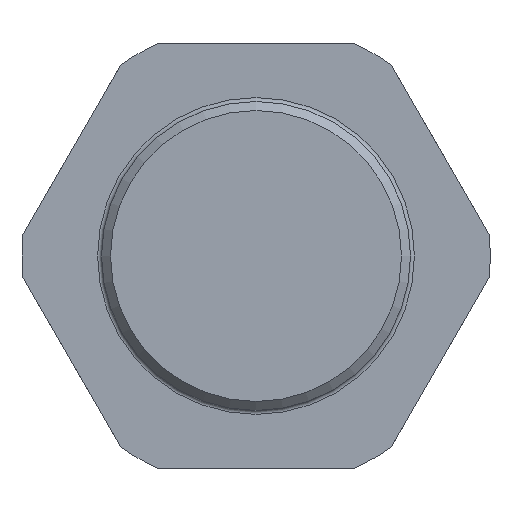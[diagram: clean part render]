
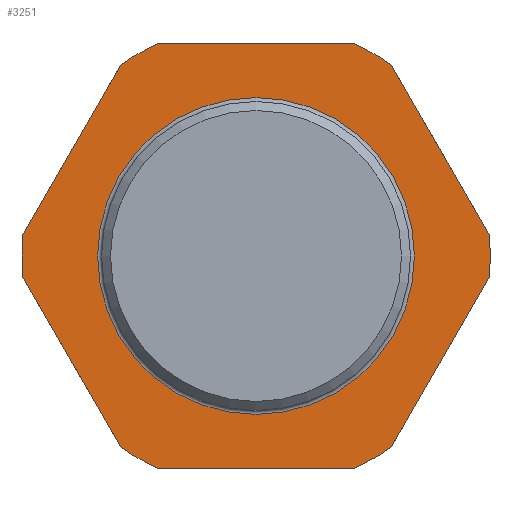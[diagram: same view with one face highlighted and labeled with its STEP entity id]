
A CAD part, left-side view. The second image highlights one B-rep face of the part: STEP entity #3251.
In plain terms, the highlighted planar face has unit normal (-1, 0, 0).
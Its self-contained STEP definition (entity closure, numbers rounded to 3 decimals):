
#91=FACE_BOUND('',#736,.T.);
#174=LINE('',#4833,#313);
#177=LINE('',#4863,#316);
#180=LINE('',#4893,#319);
#183=LINE('',#4923,#322);
#186=LINE('',#4953,#325);
#189=LINE('',#4973,#328);
#313=VECTOR('',#3857,10.);
#316=VECTOR('',#3862,10.);
#319=VECTOR('',#3867,10.);
#322=VECTOR('',#3872,10.);
#325=VECTOR('',#3877,10.);
#328=VECTOR('',#3882,10.);
#556=FACE_OUTER_BOUND('',#735,.T.);
#735=EDGE_LOOP('',(#2040,#2041,#2042,#2043,#2044,#2045,#2046,#2047,#2048,
#2049,#2050,#2051));
#736=EDGE_LOOP('',(#2052,#2053));
#908=CIRCLE('',#3451,30.3);
#909=CIRCLE('',#3453,30.3);
#911=CIRCLE('',#3456,30.3);
#914=CIRCLE('',#3460,30.3);
#916=CIRCLE('',#3463,30.3);
#917=CIRCLE('',#3465,30.3);
#922=CIRCLE('',#3472,20.5);
#923=CIRCLE('',#3473,20.5);
#1136=VERTEX_POINT('',#4830);
#1137=VERTEX_POINT('',#4832);
#1140=VERTEX_POINT('',#4860);
#1141=VERTEX_POINT('',#4862);
#1144=VERTEX_POINT('',#4890);
#1145=VERTEX_POINT('',#4892);
#1148=VERTEX_POINT('',#4920);
#1149=VERTEX_POINT('',#4922);
#1152=VERTEX_POINT('',#4950);
#1153=VERTEX_POINT('',#4952);
#1156=VERTEX_POINT('',#4970);
#1157=VERTEX_POINT('',#4972);
#1161=VERTEX_POINT('',#5013);
#1162=VERTEX_POINT('',#5014);
#1473=EDGE_CURVE('',#1137,#1136,#174,.T.);
#1477=EDGE_CURVE('',#1141,#1140,#177,.T.);
#1481=EDGE_CURVE('',#1145,#1144,#180,.T.);
#1485=EDGE_CURVE('',#1149,#1148,#183,.T.);
#1489=EDGE_CURVE('',#1153,#1152,#186,.T.);
#1493=EDGE_CURVE('',#1157,#1156,#189,.T.);
#1497=EDGE_CURVE('',#1157,#1148,#908,.T.);
#1498=EDGE_CURVE('',#1145,#1156,#909,.T.);
#1500=EDGE_CURVE('',#1141,#1152,#911,.T.);
#1503=EDGE_CURVE('',#1149,#1140,#914,.T.);
#1505=EDGE_CURVE('',#1153,#1136,#916,.T.);
#1506=EDGE_CURVE('',#1137,#1144,#917,.T.);
#1511=EDGE_CURVE('',#1161,#1162,#922,.T.);
#1512=EDGE_CURVE('',#1162,#1161,#923,.T.);
#2040=ORIENTED_EDGE('',*,*,#1473,.T.);
#2041=ORIENTED_EDGE('',*,*,#1505,.F.);
#2042=ORIENTED_EDGE('',*,*,#1489,.T.);
#2043=ORIENTED_EDGE('',*,*,#1500,.F.);
#2044=ORIENTED_EDGE('',*,*,#1477,.T.);
#2045=ORIENTED_EDGE('',*,*,#1503,.F.);
#2046=ORIENTED_EDGE('',*,*,#1485,.T.);
#2047=ORIENTED_EDGE('',*,*,#1497,.F.);
#2048=ORIENTED_EDGE('',*,*,#1493,.T.);
#2049=ORIENTED_EDGE('',*,*,#1498,.F.);
#2050=ORIENTED_EDGE('',*,*,#1481,.T.);
#2051=ORIENTED_EDGE('',*,*,#1506,.F.);
#2052=ORIENTED_EDGE('',*,*,#1511,.T.);
#2053=ORIENTED_EDGE('',*,*,#1512,.T.);
#2985=PLANE('',#3471);
#3251=ADVANCED_FACE('',(#556,#91),#2985,.T.);
#3451=AXIS2_PLACEMENT_3D('',#4990,#3888,#3889);
#3453=AXIS2_PLACEMENT_3D('',#4992,#3892,#3893);
#3456=AXIS2_PLACEMENT_3D('',#4995,#3898,#3899);
#3460=AXIS2_PLACEMENT_3D('',#4999,#3906,#3907);
#3463=AXIS2_PLACEMENT_3D('',#5002,#3912,#3913);
#3465=AXIS2_PLACEMENT_3D('',#5004,#3916,#3917);
#3471=AXIS2_PLACEMENT_3D('',#5012,#3928,#3929);
#3472=AXIS2_PLACEMENT_3D('',#5015,#3930,#3931);
#3473=AXIS2_PLACEMENT_3D('',#5016,#3932,#3933);
#3857=DIRECTION('',(0.,0.5,0.866));
#3862=DIRECTION('',(0.,0.5,-0.866));
#3867=DIRECTION('',(0.,-0.5,0.866));
#3872=DIRECTION('',(0.,-0.5,-0.866));
#3877=DIRECTION('',(0.,1.,0.));
#3882=DIRECTION('',(0.,-1.,0.));
#3888=DIRECTION('center_axis',(1.,0.,0.));
#3889=DIRECTION('ref_axis',(0.,0.,
1.));
#3892=DIRECTION('center_axis',(1.,0.,0.));
#3893=DIRECTION('ref_axis',(0.,0.,
1.));
#3898=DIRECTION('center_axis',(1.,0.,0.));
#3899=DIRECTION('ref_axis',(0.,0.,
1.));
#3906=DIRECTION('center_axis',(1.,0.,0.));
#3907=DIRECTION('ref_axis',(0.,0.,
1.));
#3912=DIRECTION('center_axis',(1.,0.,0.));
#3913=DIRECTION('ref_axis',(0.,0.,
1.));
#3916=DIRECTION('center_axis',(1.,0.,0.));
#3917=DIRECTION('ref_axis',(0.,0.,
1.));
#3928=DIRECTION('center_axis',(-1.,0.,0.));
#3929=DIRECTION('ref_axis',(0.,0.,
-1.));
#3930=DIRECTION('center_axis',(1.,0.,0.));
#3931=DIRECTION('ref_axis',(0.,0.,
1.));
#3932=DIRECTION('center_axis',(1.,0.,0.));
#3933=DIRECTION('ref_axis',(0.,0.,
1.));
#4830=CARTESIAN_POINT('',(-4.75,-17.455,24.767));
#4832=CARTESIAN_POINT('',(-4.75,-30.177,2.733));
#4833=CARTESIAN_POINT('',(-4.75,-30.784,1.681));
#4860=CARTESIAN_POINT('',(-4.75,30.177,2.733));
#4862=CARTESIAN_POINT('',(-4.75,17.455,24.767));
#4863=CARTESIAN_POINT('',(-4.75,16.848,25.819));
#4890=CARTESIAN_POINT('',(-4.75,-30.177,-2.733));
#4892=CARTESIAN_POINT('',(-4.75,-17.455,-24.767));
#4893=CARTESIAN_POINT('',(-4.75,-24.423,-12.698));
#4920=CARTESIAN_POINT('',(-4.75,17.455,-24.767));
#4922=CARTESIAN_POINT('',(-4.75,30.177,-2.733));
#4923=CARTESIAN_POINT('',(-4.75,23.209,-14.802));
#4950=CARTESIAN_POINT('',(-4.75,12.722,27.5));
#4952=CARTESIAN_POINT('',(-4.75,-12.722,27.5));
#4953=CARTESIAN_POINT('',(-4.75,-21.511,27.5));
#4970=CARTESIAN_POINT('',(-4.75,-12.722,-27.5));
#4972=CARTESIAN_POINT('',(-4.75,12.722,-27.5));
#4973=CARTESIAN_POINT('',(-4.75,-8.789,-27.5));
#4990=CARTESIAN_POINT('Origin',(-4.75,0.,0.));
#4992=CARTESIAN_POINT('Origin',(-4.75,0.,0.));
#4995=CARTESIAN_POINT('Origin',(-4.75,0.,0.));
#4999=CARTESIAN_POINT('Origin',(-4.75,0.,0.));
#5002=CARTESIAN_POINT('Origin',(-4.75,0.,0.));
#5004=CARTESIAN_POINT('Origin',(-4.75,0.,0.));
#5012=CARTESIAN_POINT('Origin',(-4.75,-30.3,0.));
#5013=CARTESIAN_POINT('',(-4.75,-20.5,0.));
#5014=CARTESIAN_POINT('',(-4.75,0.,-20.5));
#5015=CARTESIAN_POINT('Origin',(-4.75,0.,0.));
#5016=CARTESIAN_POINT('Origin',(-4.75,0.,0.));
